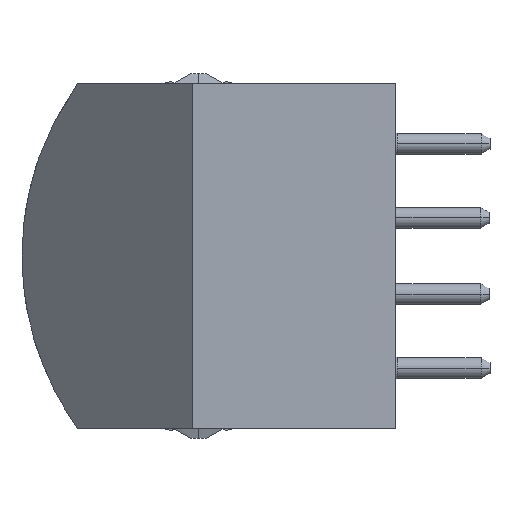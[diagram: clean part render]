
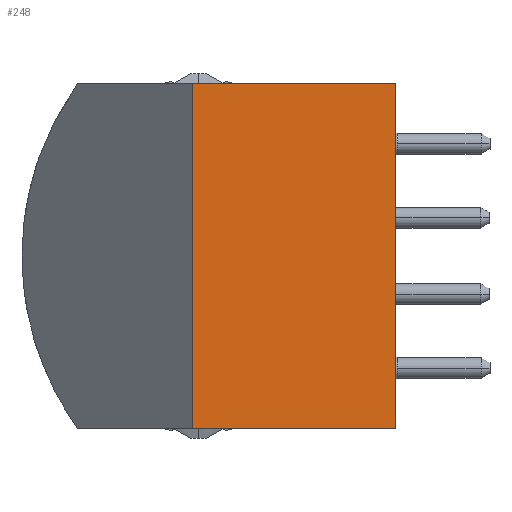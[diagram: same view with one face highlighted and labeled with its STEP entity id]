
A CAD part, left-side view. The second image highlights one B-rep face of the part: STEP entity #248.
In plain terms, the highlighted planar face has unit normal (-1, 0, 0).
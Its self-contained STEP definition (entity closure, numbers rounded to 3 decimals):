
#248=ADVANCED_FACE('',(#628),#629,.T.);
#628=FACE_OUTER_BOUND('',#1136,.T.);
#629=PLANE('',#1137);
#1136=EDGE_LOOP('',(#1788,#1789,#1790,#1791));
#1137=AXIS2_PLACEMENT_3D('',#1792,#1793,#1794);
#1788=ORIENTED_EDGE('',*,*,#3057,.T.);
#1789=ORIENTED_EDGE('',*,*,#3060,.T.);
#1790=ORIENTED_EDGE('',*,*,#3043,.T.);
#1791=ORIENTED_EDGE('',*,*,#3062,.T.);
#1792=CARTESIAN_POINT('',(-25.0,-6.7,0.));
#1793=DIRECTION('',(-1.0,0.,0.));
#1794=DIRECTION('',(0.,1.0,0.0));
#3043=EDGE_CURVE('',#3653,#3654,#3655,.T.);
#3057=EDGE_CURVE('',#3674,#3672,#3675,.T.);
#3060=EDGE_CURVE('',#3672,#3653,#3678,.T.);
#3062=EDGE_CURVE('',#3654,#3674,#3680,.T.);
#3653=VERTEX_POINT('',#4481);
#3654=VERTEX_POINT('',#4482);
#3655=LINE('',#4483,#4484);
#3672=VERTEX_POINT('',#4507);
#3674=VERTEX_POINT('',#4510);
#3675=LINE('',#4511,#4512);
#3678=LINE('',#4516,#4517);
#3680=LINE('',#4519,#4520);
#4481=CARTESIAN_POINT('',(-25.0,0.2,-5.85));
#4482=CARTESIAN_POINT('',(-25.0,-6.7,-5.85));
#4483=CARTESIAN_POINT('',(-25.0,0.2,-5.85));
#4484=VECTOR('',#6113,10.0);
#4507=CARTESIAN_POINT('',(-25.0,0.2,5.85));
#4510=CARTESIAN_POINT('',(-25.0,-6.7,5.85));
#4511=CARTESIAN_POINT('',(-25.0,0.2,5.85));
#4512=VECTOR('',#6130,10.0);
#4516=CARTESIAN_POINT('',(-25.0,0.2,0.));
#4517=VECTOR('',#6132,10.0);
#4519=CARTESIAN_POINT('',(-25.0,-6.7,0.));
#4520=VECTOR('',#6133,10.0);
#6113=DIRECTION('',(0.0,-1.0,0.));
#6130=DIRECTION('',(0.0,1.0,0.));
#6132=DIRECTION('',(0.,0.,-1.0));
#6133=DIRECTION('',(0.,0.,1.0));
